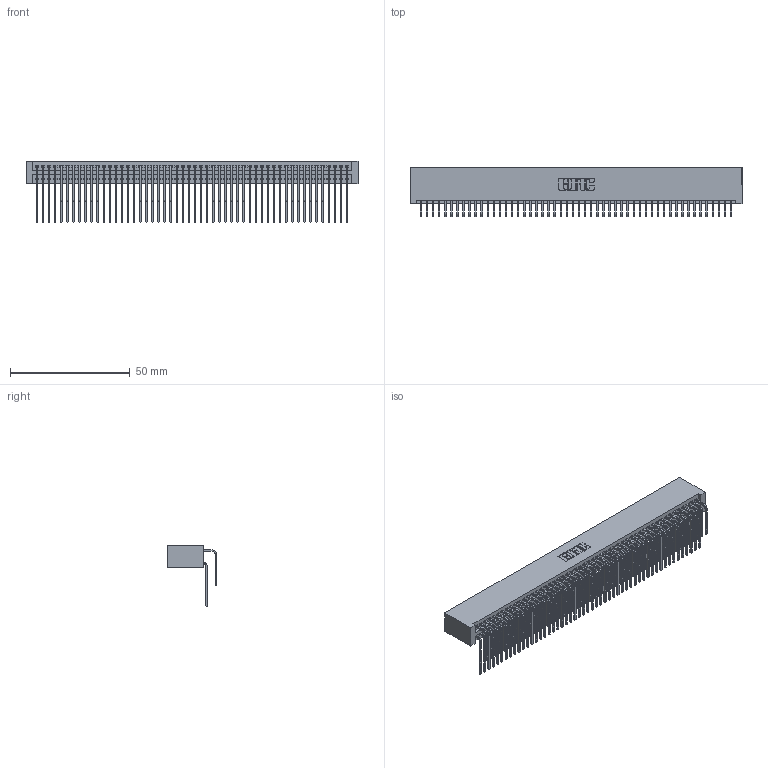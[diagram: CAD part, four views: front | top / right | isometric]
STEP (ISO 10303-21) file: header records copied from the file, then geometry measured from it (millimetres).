
FILE_DESCRIPTION (( 'STEP AP203' ), '1' );
FILE_NAME ('345-104-559-201.STEP', '2018-10-06T01:42:36', ( '' ), ( '' ), 'SwSTEP 2.0', 'SolidWorks 2016', '' );
FILE_SCHEMA (( 'CONFIG_CONTROL_DESIGN' ));
Length unit declared in the file: inch
Products named in the file (4): 345-292-001_558 559 Tail - 1; 345 Part_No Mounting Lugs; 345-104-559-201; 345-292-001_559 Tail - 2
Assembly tree (105 placements, depth 2):
  345-104-559-201
    345 Part_No Mounting Lugs
    345-292-001_558 559 Tail - 1  x52
    345-292-001_559 Tail - 2  x52
Bounding box: 138.68 x 20.56 x 25.53 mm (x, y, z)
Volume: 14780.6 mm3; surface area: 25166.3 mm2
Topology: 105 solids, 105 shells, 5526 faces, 16437 edges, 10818 vertices
Faces by surface type: plane 3716, cylinder 1810
Entity records: 40829 total; most frequent: CARTESIAN_POINT 6879, ORIENTED_EDGE 6762, DIRECTION 6021, EDGE_CURVE 3381, LINE 3009, VECTOR 3009, VERTEX_POINT 2250, AXIS2_PLACEMENT_3D 1506
